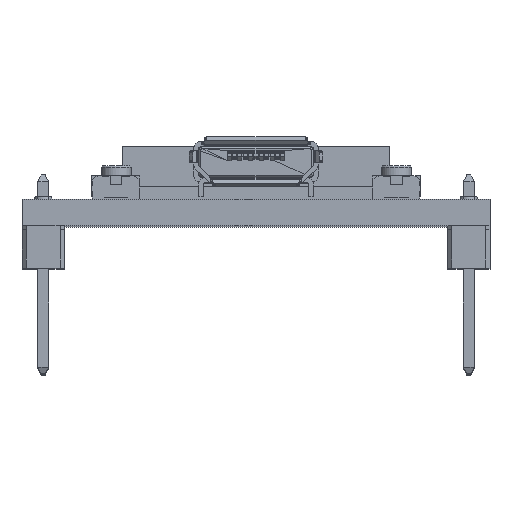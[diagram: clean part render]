
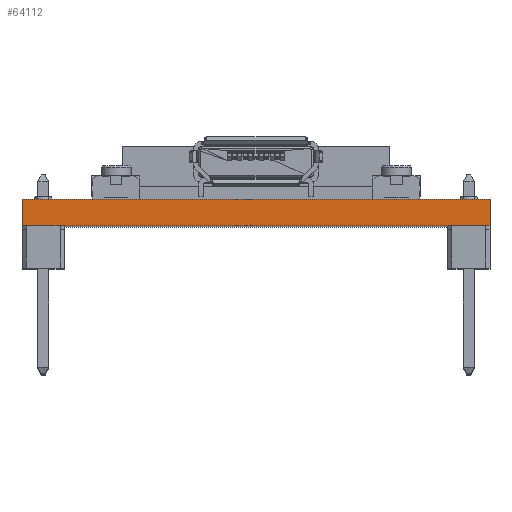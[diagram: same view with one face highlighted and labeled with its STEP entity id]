
A CAD part, top view. The second image highlights one B-rep face of the part: STEP entity #64112.
In plain terms, the highlighted face is planar.
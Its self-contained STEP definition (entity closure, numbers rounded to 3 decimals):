
#6013 = DIRECTION ( 'NONE',  ( 0., 0., 1. ) ) ;
#7526 = ORIENTED_EDGE ( 'NONE', *, *, #17213, .T. ) ;
#7783 = DIRECTION ( 'NONE',  ( 0., 0., -1. ) ) ;
#12592 = CARTESIAN_POINT ( 'NONE',  ( -14.05, -24.13, 1.6 ) ) ;
#14357 = CARTESIAN_POINT ( 'NONE',  ( -14.05, -24.13, 1.6 ) ) ;
#14623 = LINE ( 'NONE', #95884, #76179 ) ;
#17213 = EDGE_CURVE ( 'NONE', #41301, #66709, #72001, .T. ) ;
#18963 = CARTESIAN_POINT ( 'NONE',  ( -14.05, -24.13, 1.6 ) ) ;
#19700 = EDGE_LOOP ( 'NONE', ( #7526, #91889, #21805, #103539 ) ) ;
#21805 = ORIENTED_EDGE ( 'NONE', *, *, #51320, .F. ) ;
#24954 = VECTOR ( 'NONE', #7783, 1000. ) ;
#32118 = VERTEX_POINT ( 'NONE', #51297 ) ;
#36310 = LINE ( 'NONE', #52961, #24954 ) ;
#40487 = FACE_OUTER_BOUND ( 'NONE', #19700, .T. ) ;
#41301 = VERTEX_POINT ( 'NONE', #79947 ) ;
#49957 = DIRECTION ( 'NONE',  ( 1., 0., 0. ) ) ;
#51297 = CARTESIAN_POINT ( 'NONE',  ( 14.05, -24.13, 1.6 ) ) ;
#51320 = EDGE_CURVE ( 'NONE', #73434, #32118, #52309, .T. ) ;
#52309 = LINE ( 'NONE', #14357, #90308 ) ;
#52961 = CARTESIAN_POINT ( 'NONE',  ( -14.05, -24.13, 1.6 ) ) ;
#64112 = ADVANCED_FACE ( 'NONE', ( #40487 ), #77293, .F. ) ;
#66709 = VERTEX_POINT ( 'NONE', #112610 ) ;
#67136 = AXIS2_PLACEMENT_3D ( 'NONE', #12592, #68987, #6013 ) ;
#68987 = DIRECTION ( 'NONE',  ( 0., 1., 0. ) ) ;
#72001 = LINE ( 'NONE', #98097, #111849 ) ;
#73434 = VERTEX_POINT ( 'NONE', #18963 ) ;
#76179 = VECTOR ( 'NONE', #88131, 1000. ) ;
#77293 = PLANE ( 'NONE',  #67136 ) ;
#78901 = EDGE_CURVE ( 'NONE', #73434, #41301, #36310, .T. ) ;
#79947 = CARTESIAN_POINT ( 'NONE',  ( -14.05, -24.13, 0. ) ) ;
#80297 = DIRECTION ( 'NONE',  ( 1., 0., 0. ) ) ;
#88131 = DIRECTION ( 'NONE',  ( 0., 0., -1. ) ) ;
#90308 = VECTOR ( 'NONE', #49957, 1000. ) ;
#91889 = ORIENTED_EDGE ( 'NONE', *, *, #106437, .F. ) ;
#95884 = CARTESIAN_POINT ( 'NONE',  ( 14.05, -24.13, 1.6 ) ) ;
#98097 = CARTESIAN_POINT ( 'NONE',  ( -14.05, -24.13, 0. ) ) ;
#103539 = ORIENTED_EDGE ( 'NONE', *, *, #78901, .T. ) ;
#106437 = EDGE_CURVE ( 'NONE', #32118, #66709, #14623, .T. ) ;
#111849 = VECTOR ( 'NONE', #80297, 1000. ) ;
#112610 = CARTESIAN_POINT ( 'NONE',  ( 14.05, -24.13, 0. ) ) ;
